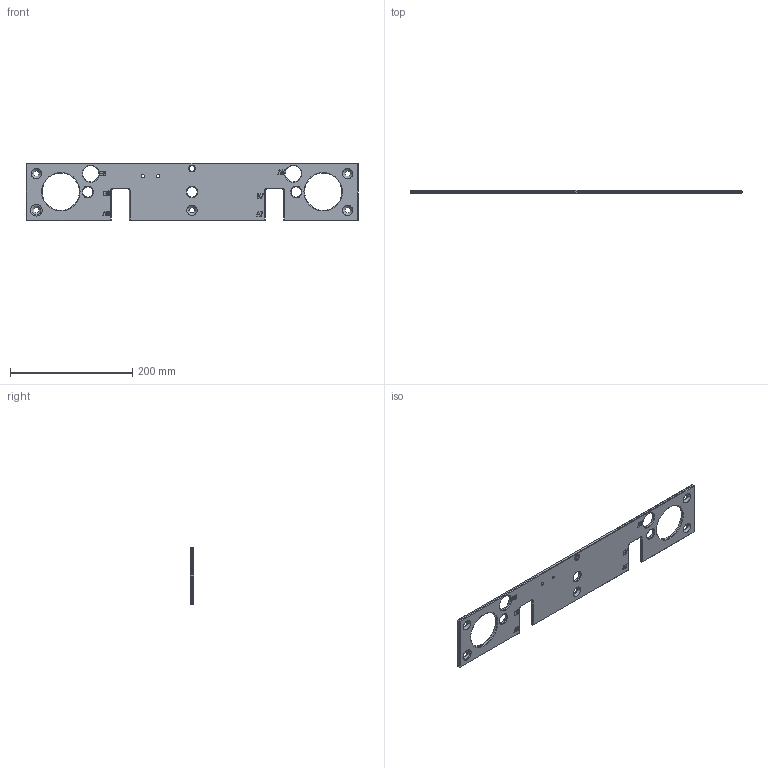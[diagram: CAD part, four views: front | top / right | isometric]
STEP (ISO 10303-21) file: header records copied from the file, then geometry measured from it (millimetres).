
FILE_DESCRIPTION((''),'2;1');
FILE_NAME('DS_ISO_PLATTEN-13911','2026-01-16T10:34:37',('HP'),(''),'CREO PARAMETRIC BY PTC INC, 2020354','CREO PARAMETRIC BY PTC INC, 2020354','');
FILE_SCHEMA(('AP203_CONFIGURATION_CONTROLLED_3D_DESIGN_OF_MECHANICAL_PARTS_AND_ASSEMBLIES_MIM_LF { 1 0 10303 403 2 1 2 }'));
Length unit declared in the file: millimetre
Products named in the file (1): DS_ISO_PLATTEN-13911
Bounding box: 544 x 5 x 93.8 mm (x, y, z)
Volume: 195827.4 mm3; surface area: 89139.3 mm2
Topology: 1 solids, 1 shells, 356 faces, 963 edges, 626 vertices
Faces by surface type: plane 174, extrusion 93, cone 52, cylinder 37
Entity records: 17312 total; most frequent: CARTESIAN_POINT 2672, ORIENTED_EDGE 1926, DIRECTION 1584, PRESENTATION_STYLE_ASSIGNMENT 1413, STYLED_ITEM 1057, CURVE_STYLE 1056, EDGE_CURVE 963, VECTOR 684
